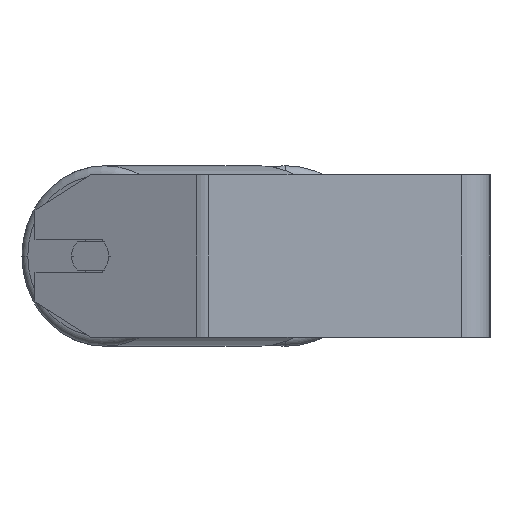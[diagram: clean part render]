
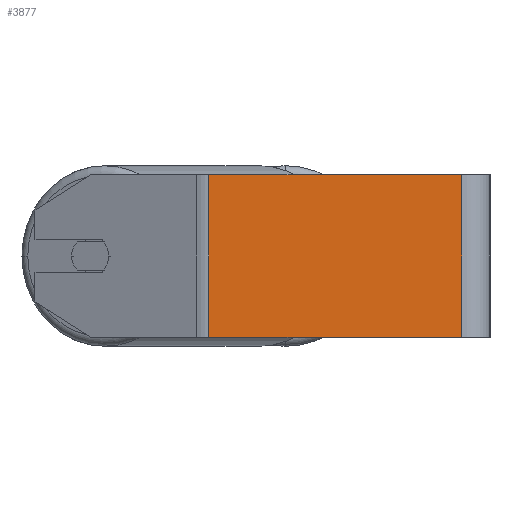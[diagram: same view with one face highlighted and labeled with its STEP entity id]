
A CAD part, left-side view. The second image highlights one B-rep face of the part: STEP entity #3877.
In plain terms, the highlighted planar face has unit normal (-1, 0, 0).
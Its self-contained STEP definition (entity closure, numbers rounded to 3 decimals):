
#37 = LINE ( 'NONE', #7200, #973 ) ;
#300 = ORIENTED_EDGE ( 'NONE', *, *, #2323, .F. ) ;
#439 = CARTESIAN_POINT ( 'NONE',  ( -340., 14., 40. ) ) ;
#583 = VECTOR ( 'NONE', #7237, 1000. ) ;
#659 = VECTOR ( 'NONE', #5877, 1000. ) ;
#701 = DIRECTION ( 'NONE',  ( 0., 0., -1. ) ) ;
#973 = VECTOR ( 'NONE', #8383, 1000. ) ;
#1082 = CARTESIAN_POINT ( 'NONE',  ( -340., 14., 40. ) ) ;
#1370 = ORIENTED_EDGE ( 'NONE', *, *, #8334, .T. ) ;
#1673 = LINE ( 'NONE', #439, #8330 ) ;
#1775 = CARTESIAN_POINT ( 'NONE',  ( -340., 138.636, -40. ) ) ;
#2323 = EDGE_CURVE ( 'NONE', #7463, #7323, #8345, .T. ) ;
#2658 = CARTESIAN_POINT ( 'NONE',  ( -340., 141.74, 40. ) ) ;
#2951 = DIRECTION ( 'NONE',  ( 0., 0., -1. ) ) ;
#3122 = CARTESIAN_POINT ( 'NONE',  ( -340., 138.636, 40. ) ) ;
#3266 = VERTEX_POINT ( 'NONE', #1775 ) ;
#3337 = DIRECTION ( 'NONE',  ( 1., 0., 0. ) ) ;
#3387 = ORIENTED_EDGE ( 'NONE', *, *, #7698, .F. ) ;
#3877 = ADVANCED_FACE ( 'NONE', ( #5378 ), #6674, .F. ) ;
#4414 = CARTESIAN_POINT ( 'NONE',  ( -340., 141.74, 40. ) ) ;
#4500 = ORIENTED_EDGE ( 'NONE', *, *, #6693, .T. ) ;
#4597 = AXIS2_PLACEMENT_3D ( 'NONE', #2658, #3337, #701 ) ;
#5134 = LINE ( 'NONE', #7110, #583 ) ;
#5378 = FACE_OUTER_BOUND ( 'NONE', #6895, .T. ) ;
#5689 = VERTEX_POINT ( 'NONE', #7757 ) ;
#5877 = DIRECTION ( 'NONE',  ( 0., -1., 0. ) ) ;
#6674 = PLANE ( 'NONE',  #4597 ) ;
#6693 = EDGE_CURVE ( 'NONE', #3266, #5689, #37, .T. ) ;
#6895 = EDGE_LOOP ( 'NONE', ( #4500, #3387, #300, #1370 ) ) ;
#7110 = CARTESIAN_POINT ( 'NONE',  ( -340., 138.636, 40. ) ) ;
#7200 = CARTESIAN_POINT ( 'NONE',  ( -340., 141.74, -40. ) ) ;
#7237 = DIRECTION ( 'NONE',  ( 0., 0., -1. ) ) ;
#7323 = VERTEX_POINT ( 'NONE', #1082 ) ;
#7463 = VERTEX_POINT ( 'NONE', #3122 ) ;
#7698 = EDGE_CURVE ( 'NONE', #7323, #5689, #1673, .T. ) ;
#7757 = CARTESIAN_POINT ( 'NONE',  ( -340., 14., -40. ) ) ;
#8330 = VECTOR ( 'NONE', #2951, 1000. ) ;
#8334 = EDGE_CURVE ( 'NONE', #7463, #3266, #5134, .T. ) ;
#8345 = LINE ( 'NONE', #4414, #659 ) ;
#8383 = DIRECTION ( 'NONE',  ( 0., -1., 0. ) ) ;
